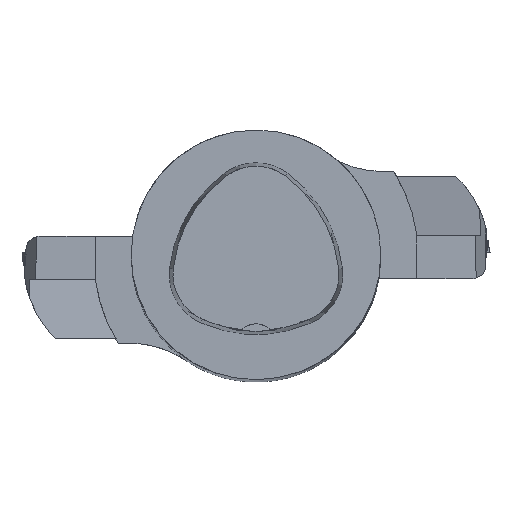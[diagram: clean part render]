
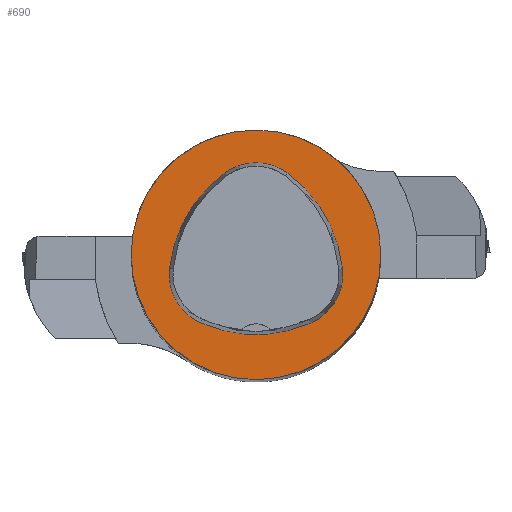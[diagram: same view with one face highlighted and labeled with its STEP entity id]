
A CAD part, top view. The second image highlights one B-rep face of the part: STEP entity #690.
In plain terms, the highlighted planar face has unit normal (0, 0, 1).
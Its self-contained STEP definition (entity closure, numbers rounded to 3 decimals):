
#309=FACE_BOUND('',#1226,.T.);
#310=FACE_BOUND('',#1227,.T.);
#531=CIRCLE('',#4079,40.);
#532=CIRCLE('',#4085,44.);
#534=CIRCLE('',#4088,17.);
#536=CIRCLE('',#4091,44.);
#538=CIRCLE('',#4094,17.);
#542=CIRCLE('',#4099,44.);
#544=CIRCLE('',#4102,17.);
#690=ADVANCED_FACE('',(#309,#310),#841,.T.);
#841=PLANE('',#4107);
#1226=EDGE_LOOP('',(#2002,#2003,#2004,#2005,#2006,#2007));
#1227=EDGE_LOOP('',(#2008));
#2002=ORIENTED_EDGE('',*,*,#3004,.T.);
#2003=ORIENTED_EDGE('',*,*,#2984,.T.);
#2004=ORIENTED_EDGE('',*,*,#2988,.T.);
#2005=ORIENTED_EDGE('',*,*,#2991,.T.);
#2006=ORIENTED_EDGE('',*,*,#2994,.T.);
#2007=ORIENTED_EDGE('',*,*,#3002,.T.);
#2008=ORIENTED_EDGE('',*,*,#2975,.F.);
#2540=VERTEX_POINT('',#6339);
#2549=VERTEX_POINT('',#6358);
#2550=VERTEX_POINT('',#6359);
#2553=VERTEX_POINT('',#6367);
#2555=VERTEX_POINT('',#6373);
#2557=VERTEX_POINT('',#6379);
#2564=VERTEX_POINT('',#6400);
#2975=EDGE_CURVE('',#2540,#2540,#531,.T.);
#2984=EDGE_CURVE('',#2549,#2550,#532,.T.);
#2988=EDGE_CURVE('',#2550,#2553,#534,.T.);
#2991=EDGE_CURVE('',#2553,#2555,#536,.T.);
#2994=EDGE_CURVE('',#2555,#2557,#538,.T.);
#3002=EDGE_CURVE('',#2557,#2564,#542,.T.);
#3004=EDGE_CURVE('',#2564,#2549,#544,.T.);
#4079=AXIS2_PLACEMENT_3D('',#6338,#4842,#4843);
#4085=AXIS2_PLACEMENT_3D('',#6357,#4858,#4859);
#4088=AXIS2_PLACEMENT_3D('',#6366,#4866,#4867);
#4091=AXIS2_PLACEMENT_3D('',#6372,#4873,#4874);
#4094=AXIS2_PLACEMENT_3D('',#6378,#4880,#4881);
#4099=AXIS2_PLACEMENT_3D('',#6401,#4892,#4893);
#4102=AXIS2_PLACEMENT_3D('',#6404,#4898,#4899);
#4107=AXIS2_PLACEMENT_3D('',#6409,#4908,#4909);
#4842=DIRECTION('',(0.,0.,-1.));
#4843=DIRECTION('',(-1.,0.,0.));
#4858=DIRECTION('',(0.,0.,-1.));
#4859=DIRECTION('',(-1.,0.,0.));
#4866=DIRECTION('',(0.,0.,-1.));
#4867=DIRECTION('',(-1.,0.,0.));
#4873=DIRECTION('',(0.,0.,-1.));
#4874=DIRECTION('',(-1.,0.,0.));
#4880=DIRECTION('',(0.,0.,-1.));
#4881=DIRECTION('',(-1.,0.,0.));
#4892=DIRECTION('',(0.,0.,-1.));
#4893=DIRECTION('',(-1.,0.,0.));
#4898=DIRECTION('',(0.,0.,-1.));
#4899=DIRECTION('',(-1.,0.,0.));
#4908=DIRECTION('',(0.,0.,1.));
#4909=DIRECTION('',(-1.,0.,0.));
#6338=CARTESIAN_POINT('',(0.,0.,0.));
#6339=CARTESIAN_POINT('',(-40.,0.,0.));
#6357=CARTESIAN_POINT('',(16.01,-9.224,0.));
#6358=CARTESIAN_POINT('',(-27.722,-4.378,0.));
#6359=CARTESIAN_POINT('',(-10.119,26.178,0.));
#6366=CARTESIAN_POINT('',(-0.023,12.5,0.));
#6367=CARTESIAN_POINT('',(10.049,26.194,0.));
#6372=CARTESIAN_POINT('',(-16.021,-9.25,0.));
#6373=CARTESIAN_POINT('',(27.71,-4.394,0.));
#6378=CARTESIAN_POINT('',(10.814,-6.27,0.));
#6379=CARTESIAN_POINT('',(17.611,-21.852,0.));
#6400=CARTESIAN_POINT('',(-17.652,-21.819,0.));
#6401=CARTESIAN_POINT('',(0.017,18.477,0.));
#6404=CARTESIAN_POINT('',(-10.825,-6.25,0.));
#6409=CARTESIAN_POINT('',(0.,0.,0.));
